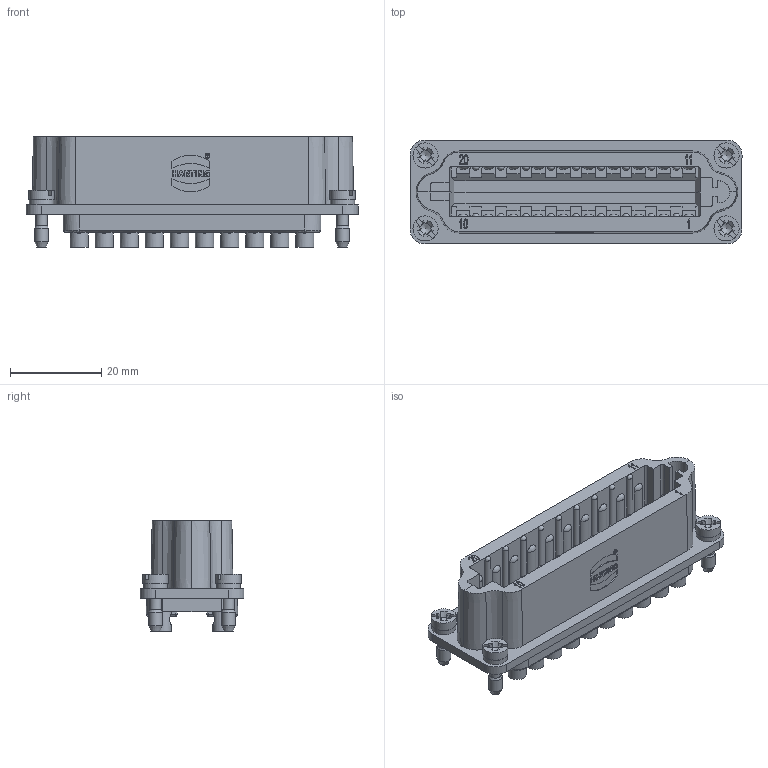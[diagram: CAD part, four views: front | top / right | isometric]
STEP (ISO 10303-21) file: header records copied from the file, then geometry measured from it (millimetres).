
FILE_DESCRIPTION(/* description */ (''),/* implementation_level */ '2;1');
FILE_NAME(/* name */ '100655695ugm000_b.stp',/* time_stamp */ '2019-09-16T10:38:32+02:00',/* author */ (''),/* organization */ (''),/* preprocessor_version */ 'ST-DEVELOPER v16.7',/* originating_system */ 'SIEMENS PLM Software NX 12.0',/* authorisation */ '');
FILE_SCHEMA (('AUTOMOTIVE_DESIGN { 1 0 10303 214 3 1 1 1 }'));
Length unit declared in the file: millimetre
Products named in the file (1): 100655695ugm000_b
Bounding box: 72.8 x 22.8 x 24.3 mm (x, y, z)
Volume: 14037.2 mm3; surface area: 12624.7 mm2
Topology: 1 solids, 1 shells, 932 faces, 2838 edges, 2051 vertices
Faces by surface type: plane 561, cylinder 245, sphere 60, cone 40, extrusion 20, revolution 4, bspline 2
Full cylindrical faces by diameter (mm): 0.911 x1, 1.077 x1, 2.39 x20, 2.4 x20, 2.5 x4, 3 x4, 4 x20, 5.298 x4, 5.5 x4
Entity records: 42236 total; most frequent: CARTESIAN_POINT 10884, ORIENTED_EDGE 4918, DIRECTION 4907, EDGE_CURVE 2459, VERTEX_POINT 1661, AXIS2_PLACEMENT_3D 1659, VECTOR 1585, LINE 1565
